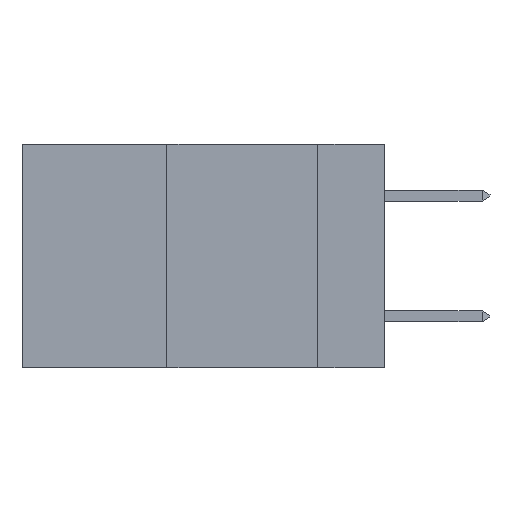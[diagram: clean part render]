
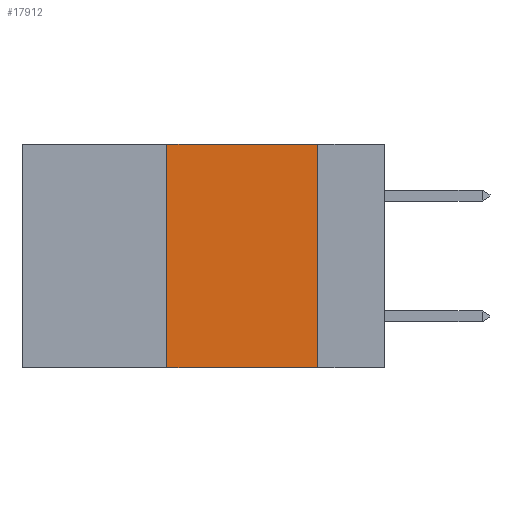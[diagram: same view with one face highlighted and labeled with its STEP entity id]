
A CAD part, left-side view. The second image highlights one B-rep face of the part: STEP entity #17912.
In plain terms, the highlighted planar face has unit normal (-1, 0, 0).
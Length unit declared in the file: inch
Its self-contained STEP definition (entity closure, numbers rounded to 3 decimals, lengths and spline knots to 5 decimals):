
#117 = CARTESIAN_POINT ( 'NONE',  ( 0., 0.6, 0. ) ) ;
#165 = CARTESIAN_POINT ( 'NONE',  ( 0., 0.36, 0. ) ) ;
#468 = LINE ( 'NONE', #18645, #992 ) ;
#992 = VECTOR ( 'NONE', #13379, 39.37008 ) ;
#1272 = ORIENTED_EDGE ( 'NONE', *, *, #19777, .F. ) ;
#1426 = EDGE_CURVE ( 'NONE', #19127, #11004, #468, .T. ) ;
#1530 = AXIS2_PLACEMENT_3D ( 'NONE', #21243, #19516, #14270 ) ;
#2223 = EDGE_LOOP ( 'NONE', ( #19954, #1272, #11153, #20123 ) ) ;
#3431 = LINE ( 'NONE', #117, #10923 ) ;
#3707 = DIRECTION ( 'NONE',  ( 0., -1., 0. ) ) ;
#4063 = CARTESIAN_POINT ( 'NONE',  ( 0., 0.11, -0.37 ) ) ;
#4633 = CARTESIAN_POINT ( 'NONE',  ( 0., 0.36, 0. ) ) ;
#5356 = VERTEX_POINT ( 'NONE', #5440 ) ;
#5440 = CARTESIAN_POINT ( 'NONE',  ( 0., 0.36, -0.37 ) ) ;
#10628 = VECTOR ( 'NONE', #12189, 39.37008 ) ;
#10923 = VECTOR ( 'NONE', #18695, 39.37008 ) ;
#11004 = VERTEX_POINT ( 'NONE', #4063 ) ;
#11153 = ORIENTED_EDGE ( 'NONE', *, *, #20547, .F. ) ;
#11247 = VECTOR ( 'NONE', #3707, 39.37008 ) ;
#12049 = LINE ( 'NONE', #15608, #11247 ) ;
#12189 = DIRECTION ( 'NONE',  ( 0., 0., 1. ) ) ;
#13294 = FACE_OUTER_BOUND ( 'NONE', #2223, .T. ) ;
#13379 = DIRECTION ( 'NONE',  ( 0., 0., -1. ) ) ;
#14270 = DIRECTION ( 'NONE',  ( 0., 0., -1. ) ) ;
#14559 = EDGE_CURVE ( 'NONE', #5356, #11004, #12049, .T. ) ;
#15608 = CARTESIAN_POINT ( 'NONE',  ( 0., 0.6, -0.37 ) ) ;
#15835 = CARTESIAN_POINT ( 'NONE',  ( 0., 0.11, 0. ) ) ;
#17878 = PLANE ( 'NONE',  #1530 ) ;
#17912 = ADVANCED_FACE ( 'NONE', ( #13294 ), #17878, .F. ) ;
#18442 = LINE ( 'NONE', #165, #10628 ) ;
#18645 = CARTESIAN_POINT ( 'NONE',  ( 0., 0.11, 0. ) ) ;
#18695 = DIRECTION ( 'NONE',  ( 0., -1., 0. ) ) ;
#19127 = VERTEX_POINT ( 'NONE', #15835 ) ;
#19348 = VERTEX_POINT ( 'NONE', #4633 ) ;
#19516 = DIRECTION ( 'NONE',  ( 1., 0., 0. ) ) ;
#19777 = EDGE_CURVE ( 'NONE', #19348, #19127, #3431, .T. ) ;
#19954 = ORIENTED_EDGE ( 'NONE', *, *, #1426, .F. ) ;
#20123 = ORIENTED_EDGE ( 'NONE', *, *, #14559, .T. ) ;
#20547 = EDGE_CURVE ( 'NONE', #5356, #19348, #18442, .T. ) ;
#21243 = CARTESIAN_POINT ( 'NONE',  ( 0., 0.6, 0. ) ) ;
